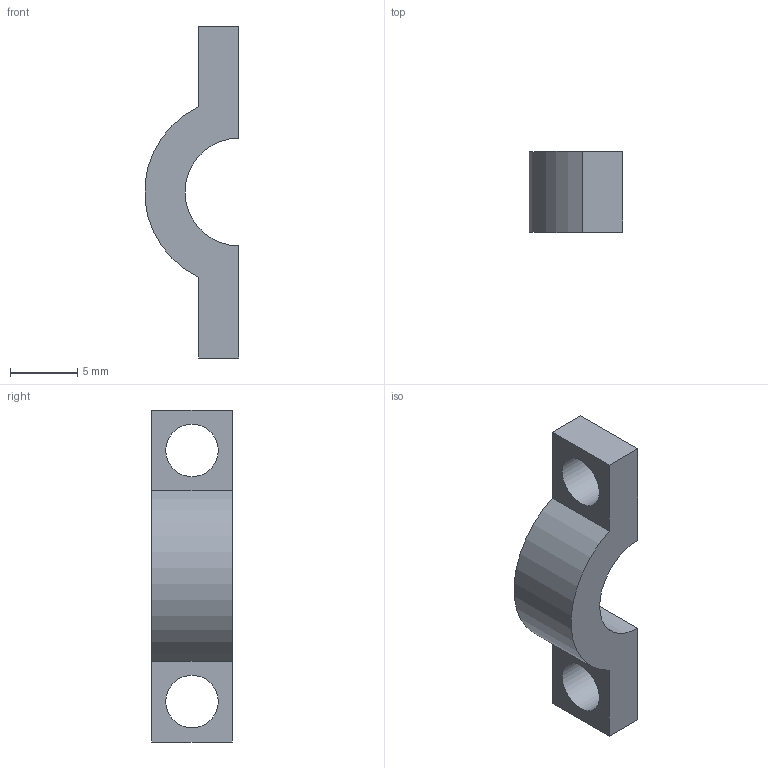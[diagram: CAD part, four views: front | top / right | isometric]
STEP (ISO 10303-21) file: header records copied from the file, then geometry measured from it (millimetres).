
FILE_DESCRIPTION(/* description */ (''),/* implementation_level */ '2;1');
FILE_NAME(/* name */ 'держатель.stp',/* time_stamp */ '2023-02-20T22:18:29+03:00',/* author */ ('Tasya'),/* organization */ (''),/* preprocessor_version */ 'ST-DEVELOPER v18.1',/* originating_system */ 'Autodesk Inventor 2021',/* authorisation */ '');
FILE_SCHEMA (('AUTOMOTIVE_DESIGN { 1 0 10303 214 3 1 1 }'));
Length unit declared in the file: millimetre
Products named in the file (1): держатель
Bounding box: 6.97 x 6 x 24.65 mm (x, y, z)
Volume: 439 mm3; surface area: 574 mm2
Topology: 1 solids, 1 shells, 12 faces, 32 edges, 22 vertices
Faces by surface type: plane 8, cylinder 4
Full cylindrical faces by diameter (mm): 3.9 x2
Entity records: 431 total; most frequent: DIRECTION 68, CARTESIAN_POINT 67, ORIENTED_EDGE 64, EDGE_CURVE 32, AXIS2_PLACEMENT_3D 23, LINE 22, VECTOR 22, VERTEX_POINT 22
